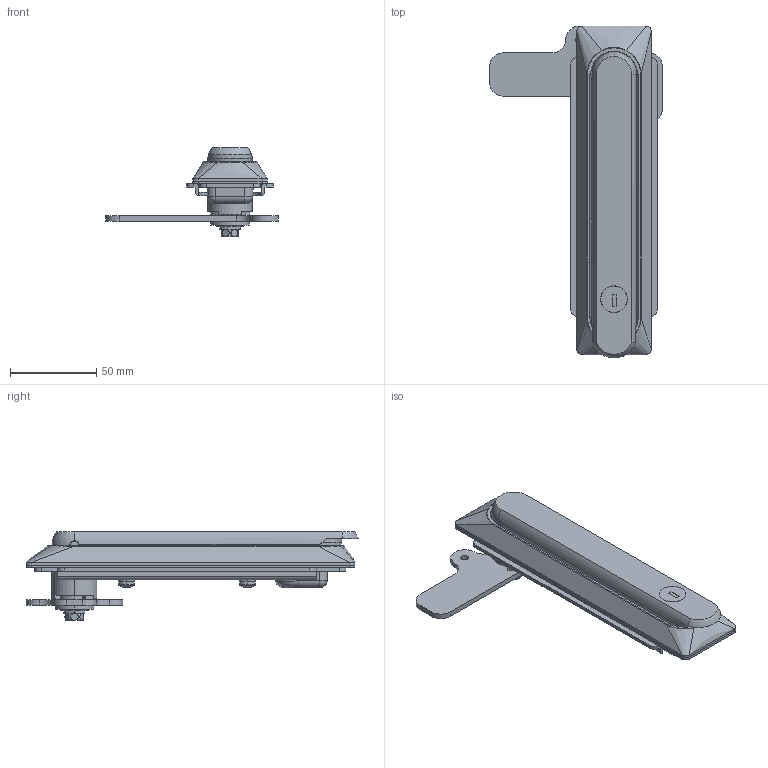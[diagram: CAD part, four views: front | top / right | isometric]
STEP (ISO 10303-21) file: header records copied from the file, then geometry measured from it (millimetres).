
FILE_DESCRIPTION (( 'STEP AP203' ), '1' );
FILE_NAME ('Žº‰ª•ÏŠ·.STEP', '2018-08-10T05:01:25', ( '' ), ( '' ), 'SwSTEP 2.0', 'SolidWorks 2014', '' );
FILE_SCHEMA (( 'CONFIG_CONTROL_DESIGN' ));
Length unit declared in the file: millimetre
Products named in the file (16): A-484-B-1偐偟傔僺儞; 室岡変換; A-484-B-1角穴ワッシャー; ダミーローター__#200-2_; スプリングワッシャーM6_JIS B 1251 No.2 6; A-484-B-1止め金; 廫帤寠晅偒榋妏儃儖僩M6_M6亊15; A-484-B-1軸; A-484-B-1ハンドル; A-484-B-1パッキン; A-484-B-1儚僢僔儍乕; A-484-B-1取付板; A-484-B-1僇儉僗僩僢僷乕; 十字穴付き六角ボルトM6（SW･平W付）; A-484-B-1本体ケース; 十字穴付なべねじM5(SW付)_M5 x 10
Assembly tree (16 placements, depth 3):
  室岡変換
    A-484-B-1本体ケース
    A-484-B-1ハンドル
    A-484-B-1軸
    A-484-B-1僇儉僗僩僢僷乕
    A-484-B-1止め金
    A-484-B-1偐偟傔僺儞
    A-484-B-1儚僢僔儍乕
    A-484-B-1取付板
    A-484-B-1パッキン
    十字穴付なべねじM5(SW付)_M5 x 10  x2
    ダミーローター__#200-2_
    A-484-B-1角穴ワッシャー
    十字穴付き六角ボルトM6（SW･平W付）
      廫帤寠晅偒榋妏儃儖僩M6_M6亊15
      スプリングワッシャーM6_JIS B 1251 No.2 6
Bounding box: 100 x 191.95 x 51.3 mm (x, y, z)
Volume: 120502 mm3; surface area: 83754.6 mm2
Topology: 15 solids, 15 shells, 619 faces, 1493 edges, 912 vertices
Faces by surface type: cylinder 240, plane 238, torus 65, bspline 36, sphere 22, cone 18
Entity records: 21198 total; most frequent: CARTESIAN_POINT 5747, DIRECTION 3056, ORIENTED_EDGE 2778, EDGE_CURVE 1389, AXIS2_PLACEMENT_3D 1203, VERTEX_POINT 854, VECTOR 650, LINE 650
